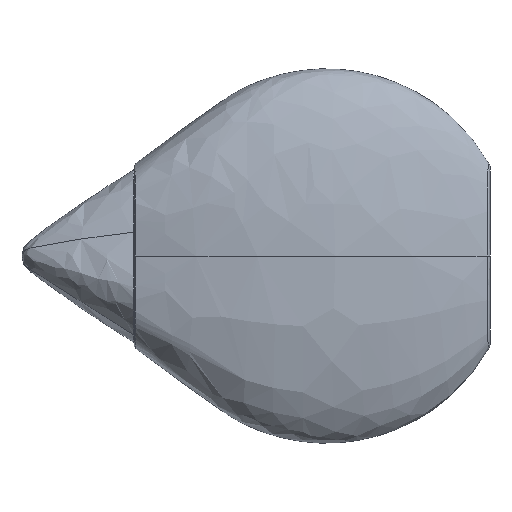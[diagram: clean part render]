
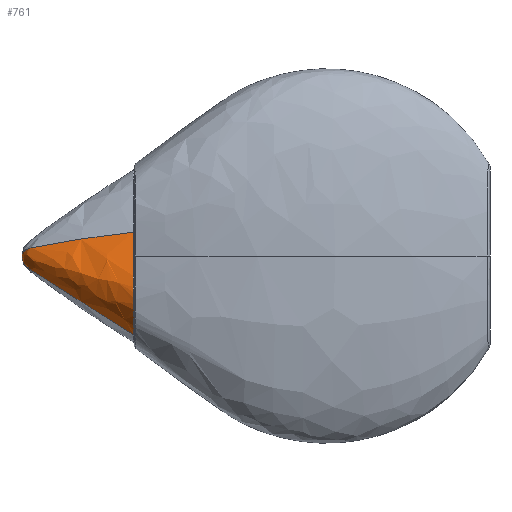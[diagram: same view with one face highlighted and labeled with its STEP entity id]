
A CAD part, left-side view. The second image highlights one B-rep face of the part: STEP entity #761.
In plain terms, the highlighted free-form (B-spline) face has degree [3, 3] with [7, 8] control points.
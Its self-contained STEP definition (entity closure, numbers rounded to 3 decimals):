
#174 = VERTEX_POINT('',#175);
#175 = CARTESIAN_POINT('',(-10.213,88.325,
    5.896));
#242 = VERTEX_POINT('',#243);
#243 = CARTESIAN_POINT('',(-11.278,88.285,
    -19.533));
#264 = EDGE_CURVE('',#174,#242,#265,.T.);
#265 = B_SPLINE_CURVE_WITH_KNOTS('',3,(#266,#267,#268,#269,#270,#271,
    #272,#273,#274,#275),.UNSPECIFIED.,.F.,.F.,(4,1,1,1,1,1,1,4),(
    -2.778,-1.984,-1.587,-1.19,
    -0.992,-0.794,-0.397,0.),
  .UNSPECIFIED.);
#266 = CARTESIAN_POINT('',(-10.213,88.325,
    5.896));
#267 = CARTESIAN_POINT('',(-11.833,88.325,
    3.09));
#268 = CARTESIAN_POINT('',(-14.426,88.326,
    -0.742));
#269 = CARTESIAN_POINT('',(-16.797,88.324,
    -5.634));
#270 = CARTESIAN_POINT('',(-17.557,88.317,
    -8.978));
#271 = CARTESIAN_POINT('',(-17.399,88.307,
    -11.623));
#272 = CARTESIAN_POINT('',(-16.679,88.297,
    -14.214));
#273 = CARTESIAN_POINT('',(-14.868,88.287,
    -16.988));
#274 = CARTESIAN_POINT('',(-12.595,88.285,
    -18.773));
#275 = CARTESIAN_POINT('',(-11.278,88.285,
    -19.533));
#430 = EDGE_CURVE('',#174,#431,#433,.T.);
#431 = VERTEX_POINT('',#432);
#432 = CARTESIAN_POINT('',(0.,115.919,0.));
#433 = B_SPLINE_CURVE_WITH_KNOTS('',3,(#434,#435,#436,#437,#438,#439,
    #440,#441),.UNSPECIFIED.,.F.,.F.,(4,2,2,4),(0.742,
    0.955,0.969,1.),.UNSPECIFIED.);
#434 = CARTESIAN_POINT('',(-10.213,88.325,5.896
    ));
#435 = CARTESIAN_POINT('',(-8.667,96.745,
    5.004));
#436 = CARTESIAN_POINT('',(-6.494,105.008,3.749
    ));
#437 = CARTESIAN_POINT('',(-3.541,113.543,
    2.045));
#438 = CARTESIAN_POINT('',(-3.265,114.041,
    1.885));
#439 = CARTESIAN_POINT('',(-2.171,115.382,1.254
    ));
#440 = CARTESIAN_POINT('',(-1.089,115.919,0.629
    ));
#441 = CARTESIAN_POINT('',(0.,115.919,0.));
#761 = ADVANCED_FACE('',(#762),#777,.F.);
#762 = FACE_BOUND('',#763,.F.);
#763 = EDGE_LOOP('',(#764,#775,#776));
#764 = ORIENTED_EDGE('',*,*,#765,.T.);
#765 = EDGE_CURVE('',#242,#431,#766,.T.);
#766 = B_SPLINE_CURVE_WITH_KNOTS('',3,(#767,#768,#769,#770,#771,#772,
    #773,#774),.UNSPECIFIED.,.F.,.F.,(4,2,2,4),(0.741,
    0.955,0.969,1.),.UNSPECIFIED.);
#767 = CARTESIAN_POINT('',(-11.278,88.285,
    -19.533));
#768 = CARTESIAN_POINT('',(-8.341,96.32,-14.446)
  );
#769 = CARTESIAN_POINT('',(-5.403,104.351,
    -9.358));
#770 = CARTESIAN_POINT('',(-2.268,112.931,
    -3.929));
#771 = CARTESIAN_POINT('',(-2.069,113.473,
    -3.584));
#772 = CARTESIAN_POINT('',(-1.444,115.193,
    -2.501));
#773 = CARTESIAN_POINT('',(-0.726,115.919,
    -1.258));
#774 = CARTESIAN_POINT('',(0.,115.919,0.));
#775 = ORIENTED_EDGE('',*,*,#430,.F.);
#776 = ORIENTED_EDGE('',*,*,#264,.T.);
#777 = B_SPLINE_SURFACE_WITH_KNOTS('',3,3,(
    (#778,#779,#780,#781,#782,#783,#784,#785)
    ,(#786,#787,#788,#789,#790,#791,#792,#793)
    ,(#794,#795,#796,#797,#798,#799,#800,#801)
    ,(#802,#803,#804,#805,#806,#807,#808,#809)
    ,(#810,#811,#812,#813,#814,#815,#816,#817)
    ,(#818,#819,#820,#821,#822,#823,#824,#825)
    ,(#826,#827,#828,#829,#830,#831,#832,#833
  )),.UNSPECIFIED.,.F.,.F.,.F.,(4,1,1,1,4),(4,2,2,4),(0.,0.286,
    0.571,0.857,1.),(0.741,0.955,
    0.969,1.),.UNSPECIFIED.);
#778 = CARTESIAN_POINT('',(-10.22,88.284,5.901)
  );
#779 = CARTESIAN_POINT('',(-8.674,96.718,5.008
    ));
#780 = CARTESIAN_POINT('',(-6.498,104.995,
    3.752));
#781 = CARTESIAN_POINT('',(-3.541,113.543,
    2.045));
#782 = CARTESIAN_POINT('',(-3.265,114.041,
    1.885));
#783 = CARTESIAN_POINT('',(-2.171,115.382,1.254
    ));
#784 = CARTESIAN_POINT('',(-1.089,115.919,0.629
    ));
#785 = CARTESIAN_POINT('',(0.,115.919,0.));
#786 = CARTESIAN_POINT('',(-12.049,88.284,2.734
    ));
#787 = CARTESIAN_POINT('',(-10.14,96.718,2.468
    ));
#788 = CARTESIAN_POINT('',(-7.491,104.995,
    2.038));
#789 = CARTESIAN_POINT('',(-3.899,113.543,
    1.428));
#790 = CARTESIAN_POINT('',(-3.581,114.041,
    1.339));
#791 = CARTESIAN_POINT('',(-2.358,115.382,
    0.933));
#792 = CARTESIAN_POINT('',(-1.184,115.919,
    0.466));
#793 = CARTESIAN_POINT('',(0.,115.919,0.));
#794 = CARTESIAN_POINT('',(-15.777,88.285,
    -2.691));
#795 = CARTESIAN_POINT('',(-13.101,96.653,
    -1.587));
#796 = CARTESIAN_POINT('',(-9.465,104.89,
    -0.596));
#797 = CARTESIAN_POINT('',(-4.481,113.443,
    0.288));
#798 = CARTESIAN_POINT('',(-4.088,113.949,0.301
    ));
#799 = CARTESIAN_POINT('',(-2.656,115.351,0.239)
  );
#800 = CARTESIAN_POINT('',(-1.337,115.919,
    0.119));
#801 = CARTESIAN_POINT('',(0.,115.919,0.));
#802 = CARTESIAN_POINT('',(-18.318,88.285,
    -10.057));
#803 = CARTESIAN_POINT('',(-14.864,96.472,
    -6.884));
#804 = CARTESIAN_POINT('',(-10.452,104.597,-4.028
    ));
#805 = CARTESIAN_POINT('',(-4.46,113.165,
    -1.501));
#806 = CARTESIAN_POINT('',(-4.042,113.69,
    -1.362));
#807 = CARTESIAN_POINT('',(-2.624,115.266,
    -0.98));
#808 = CARTESIAN_POINT('',(-1.327,115.919,-0.489
    ));
#809 = CARTESIAN_POINT('',(0.,115.919,0.));
#810 = CARTESIAN_POINT('',(-16.21,88.285,
    -15.863));
#811 = CARTESIAN_POINT('',(-12.736,96.345,
    -11.325));
#812 = CARTESIAN_POINT('',(-8.692,104.39,
    -7.081));
#813 = CARTESIAN_POINT('',(-3.539,112.969,
    -3.011));
#814 = CARTESIAN_POINT('',(-3.204,113.507,
    -2.758));
#815 = CARTESIAN_POINT('',(-2.122,115.205,
    -1.976));
#816 = CARTESIAN_POINT('',(-1.074,115.919,
    -0.99));
#817 = CARTESIAN_POINT('',(0.,115.919,0.));
#818 = CARTESIAN_POINT('',(-12.699,88.285,
    -18.713));
#819 = CARTESIAN_POINT('',(-9.594,96.32,
    -13.723));
#820 = CARTESIAN_POINT('',(-6.33,104.351,
    -8.824));
#821 = CARTESIAN_POINT('',(-2.612,112.931,
    -3.731));
#822 = CARTESIAN_POINT('',(-2.375,113.473,
    -3.408));
#823 = CARTESIAN_POINT('',(-1.627,115.193,
    -2.396));
#824 = CARTESIAN_POINT('',(-0.82,115.919,
    -1.204));
#825 = CARTESIAN_POINT('',(0.,115.919,0.));
#826 = CARTESIAN_POINT('',(-11.278,88.285,
    -19.533));
#827 = CARTESIAN_POINT('',(-8.341,96.32,-14.446)
  );
#828 = CARTESIAN_POINT('',(-5.403,104.351,
    -9.358));
#829 = CARTESIAN_POINT('',(-2.268,112.931,
    -3.929));
#830 = CARTESIAN_POINT('',(-2.069,113.473,
    -3.584));
#831 = CARTESIAN_POINT('',(-1.444,115.193,
    -2.501));
#832 = CARTESIAN_POINT('',(-0.726,115.919,
    -1.258));
#833 = CARTESIAN_POINT('',(0.,115.919,0.));
